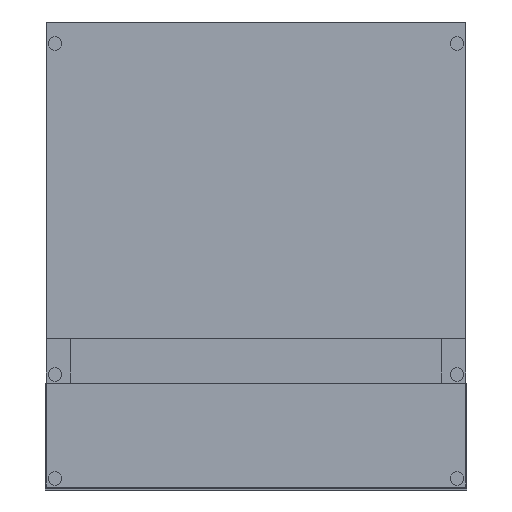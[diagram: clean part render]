
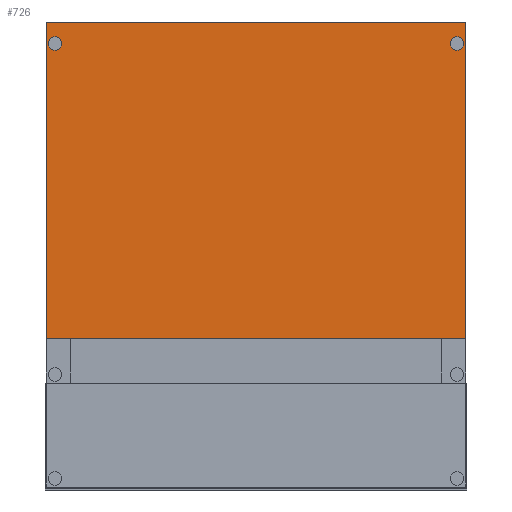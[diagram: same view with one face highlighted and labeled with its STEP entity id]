
A CAD part, front view. The second image highlights one B-rep face of the part: STEP entity #726.
In plain terms, the highlighted planar face has unit normal (0, -1, 0).
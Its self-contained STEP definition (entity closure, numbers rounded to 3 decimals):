
#30 = PLANE ( 'NONE',  #4292 ) ;
#633 = VECTOR ( 'NONE', #3383, 1000. ) ;
#726 = ADVANCED_FACE ( 'NONE', ( #1209 ), #30, .T. ) ;
#1117 = DIRECTION ( 'NONE',  ( 0., 0., -1. ) ) ;
#1203 = DIRECTION ( 'NONE',  ( 0., -1., 0. ) ) ;
#1209 = FACE_OUTER_BOUND ( 'NONE', #9972, .T. ) ;
#1305 = VERTEX_POINT ( 'NONE', #5181 ) ;
#1936 = VERTEX_POINT ( 'NONE', #11800 ) ;
#1993 = VECTOR ( 'NONE', #3507, 1000. ) ;
#2207 = VECTOR ( 'NONE', #3255, 1000. ) ;
#2489 = VECTOR ( 'NONE', #11063, 1000. ) ;
#2932 = EDGE_CURVE ( 'NONE', #1936, #1305, #11840, .T. ) ;
#2944 = ORIENTED_EDGE ( 'NONE', *, *, #2932, .F. ) ;
#3120 = ORIENTED_EDGE ( 'NONE', *, *, #4105, .F. ) ;
#3255 = DIRECTION ( 'NONE',  ( 0., 0., -1. ) ) ;
#3383 = DIRECTION ( 'NONE',  ( 0., 0., 1. ) ) ;
#3507 = DIRECTION ( 'NONE',  ( -1., 0., 0. ) ) ;
#4060 = CARTESIAN_POINT ( 'NONE',  ( -387.5, 0., 292.5 ) ) ;
#4105 = EDGE_CURVE ( 'NONE', #1305, #11126, #5412, .T. ) ;
#4292 = AXIS2_PLACEMENT_3D ( 'NONE', #12024, #1203, #1117 ) ;
#4331 = CARTESIAN_POINT ( 'NONE',  ( 387.5, 0., 292.5 ) ) ;
#4504 = LINE ( 'NONE', #4060, #2489 ) ;
#4508 = VERTEX_POINT ( 'NONE', #9287 ) ;
#4529 = LINE ( 'NONE', #9428, #633 ) ;
#5181 = CARTESIAN_POINT ( 'NONE',  ( 387.5, 0., -292.5 ) ) ;
#5412 = LINE ( 'NONE', #5597, #1993 ) ;
#5597 = CARTESIAN_POINT ( 'NONE',  ( -387.5, 0., -292.5 ) ) ;
#6163 = CARTESIAN_POINT ( 'NONE',  ( -387.5, 0., -292.5 ) ) ;
#7889 = ORIENTED_EDGE ( 'NONE', *, *, #11116, .F. ) ;
#9287 = CARTESIAN_POINT ( 'NONE',  ( -387.5, 0., 292.5 ) ) ;
#9428 = CARTESIAN_POINT ( 'NONE',  ( -387.5, 0., 292.5 ) ) ;
#9972 = EDGE_LOOP ( 'NONE', ( #2944, #7889, #12508, #3120 ) ) ;
#10803 = EDGE_CURVE ( 'NONE', #11126, #4508, #4529, .T. ) ;
#11063 = DIRECTION ( 'NONE',  ( 1., 0., 0. ) ) ;
#11116 = EDGE_CURVE ( 'NONE', #4508, #1936, #4504, .T. ) ;
#11126 = VERTEX_POINT ( 'NONE', #6163 ) ;
#11800 = CARTESIAN_POINT ( 'NONE',  ( 387.5, 0., 292.5 ) ) ;
#11840 = LINE ( 'NONE', #4331, #2207 ) ;
#12024 = CARTESIAN_POINT ( 'NONE',  ( 0., 0., 0. ) ) ;
#12508 = ORIENTED_EDGE ( 'NONE', *, *, #10803, .F. ) ;
